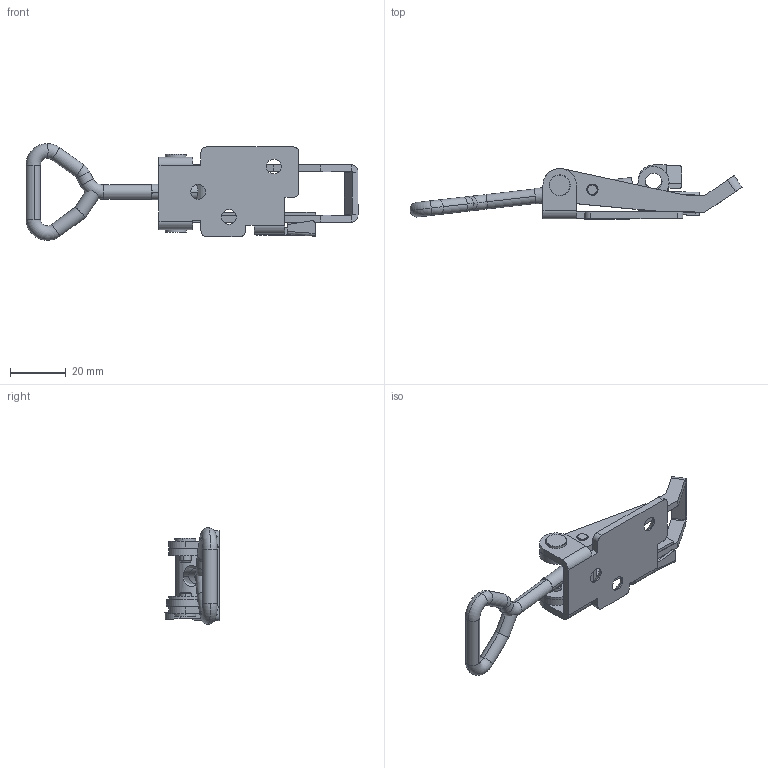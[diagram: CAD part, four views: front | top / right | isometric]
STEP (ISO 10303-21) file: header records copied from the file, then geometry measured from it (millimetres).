
FILE_DESCRIPTION (( 'STEP AP214' ), '1' );
FILE_NAME ('540761 - 702 LC Stainless Safety catch Friction screw.STEP', '2017-02-06T12:51:29', ( '' ), ( '' ), 'SwSTEP 2.0', 'SolidWorks 2015', '' );
FILE_SCHEMA (( 'AUTOMOTIVE_DESIGN' ));
Length unit declared in the file: millimetre
Products named in the file (9): 702 - Safety Catch; 702 - Skruvögla; 702 - Rulle Friktion m ring; 702 - Friction Ring; 702 - Rulle Friktion; 702 - Ansatsnit; 702 - Bygel l廛鐷la; 702 - Platta LC Spärr; 540761 - 702 LC Stainless Safety catch Friction screw
Assembly tree (9 placements, depth 3):
  540761 - 702 LC Stainless Safety catch Friction screw
    702 - Platta LC Spärr
    702 - Bygel l廛鐷la
    702 - Ansatsnit  x2
    702 - Rulle Friktion m ring
      702 - Rulle Friktion
      702 - Friction Ring
    702 - Skruvögla
    702 - Safety Catch
Bounding box: 118.62 x 19.3 x 34.51 mm (x, y, z)
Volume: 12350.4 mm3; surface area: 13022.2 mm2
Topology: 8 solids, 8 shells, 229 faces, 538 edges, 333 vertices
Faces by surface type: cylinder 102, plane 97, cone 16, torus 14
Entity records: 6771 total; most frequent: CARTESIAN_POINT 1232, DIRECTION 1162, ORIENTED_EDGE 1024, EDGE_CURVE 512, AXIS2_PLACEMENT_3D 437, VERTEX_POINT 317, LINE 288, VECTOR 288
